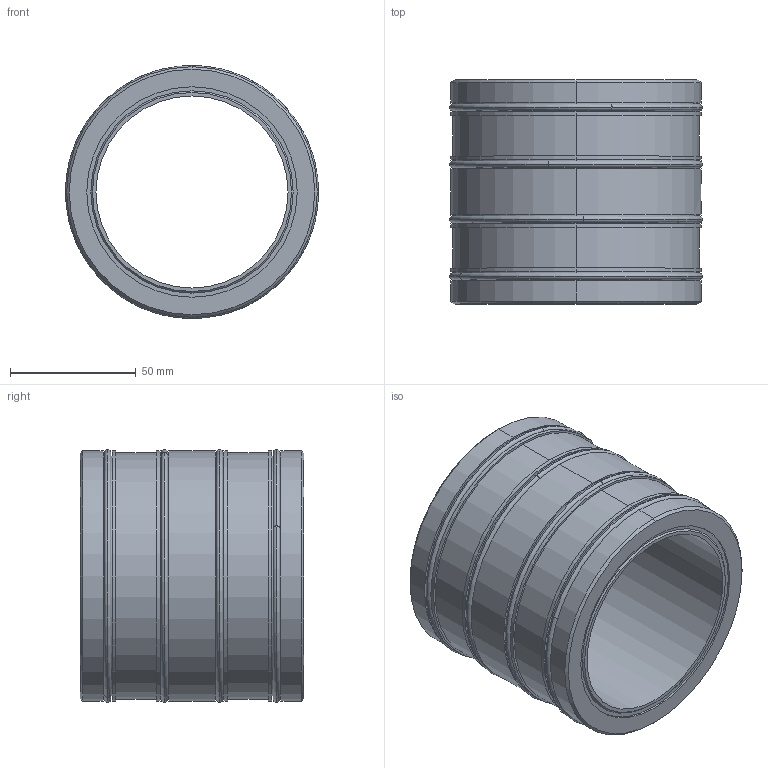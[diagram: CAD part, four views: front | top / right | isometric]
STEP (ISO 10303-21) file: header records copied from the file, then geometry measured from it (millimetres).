
FILE_DESCRIPTION (( 'STEP AP203' ), '1' );
FILE_NAME ('S307501.STEP', '2015-10-08T15:02:32', ( '' ), ( '' ), 'SwSTEP 2.0', 'SolidWorks 2015', '' );
FILE_SCHEMA (( 'CONFIG_CONTROL_DESIGN' ));
Length unit declared in the file: inch
Products named in the file (1): S307501
Bounding box: 100.37 x 88.9 x 100.37 mm (x, y, z)
Volume: 272736 mm3; surface area: 71505.5 mm2
Topology: 5 solids, 5 shells, 80 faces, 160 edges, 100 vertices
Faces by surface type: cylinder 37, plane 19, torus 16, cone 8
Entity records: 2321 total; most frequent: CARTESIAN_POINT 463, DIRECTION 430, ORIENTED_EDGE 320, AXIS2_PLACEMENT_3D 193, EDGE_CURVE 160, CIRCLE 112, EDGE_LOOP 100, VERTEX_POINT 100
